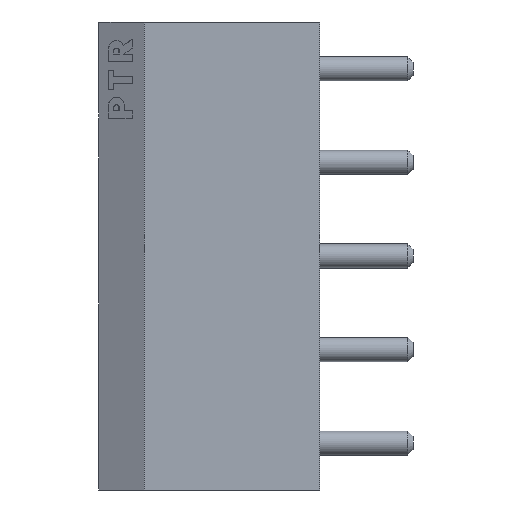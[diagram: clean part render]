
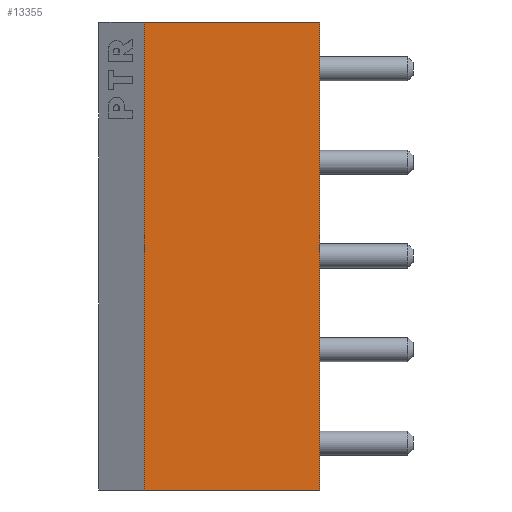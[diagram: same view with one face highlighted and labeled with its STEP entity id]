
A CAD part, left-side view. The second image highlights one B-rep face of the part: STEP entity #13355.
In plain terms, the highlighted planar face has unit normal (-1, 0, 0).
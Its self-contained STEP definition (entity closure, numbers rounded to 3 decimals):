
#1309=CARTESIAN_POINT('',(-2.7,6.55,1.75));
#1310=VERTEX_POINT('',#1309);
#1327=CARTESIAN_POINT('',(-2.7,6.55,-15.75));
#1328=VERTEX_POINT('',#1327);
#1335=CARTESIAN_POINT('',(-2.7,6.55,1.75));
#1336=DIRECTION('',(0.0,0.0,-1.0));
#1337=VECTOR('',#1336,17.5);
#1338=LINE('',#1335,#1337);
#1339=EDGE_CURVE('',#1310,#1328,#1338,.T.);
#3998=CARTESIAN_POINT('',(-2.7,0.,-15.75));
#3999=VERTEX_POINT('',#3998);
#4006=CARTESIAN_POINT('',(-2.7,6.55,-15.75));
#4007=DIRECTION('',(0.0,-1.0,0.0));
#4008=VECTOR('',#4007,6.55);
#4009=LINE('',#4006,#4008);
#4010=EDGE_CURVE('',#1328,#3999,#4009,.T.);
#13332=CARTESIAN_POINT('',(-2.7,0.,0.0));
#13333=DIRECTION('',(-1.0,0.0,0.0));
#13334=DIRECTION('',(0.0,0.0,1.0));
#13335=AXIS2_PLACEMENT_3D('',#13332,#13333,#13334);
#13336=PLANE('',#13335);
#13337=CARTESIAN_POINT('',(-2.7,0.,1.75));
#13338=VERTEX_POINT('',#13337);
#13339=CARTESIAN_POINT('',(-2.7,0.,1.75));
#13340=DIRECTION('',(0.0,1.0,0.0));
#13341=VECTOR('',#13340,6.55);
#13342=LINE('',#13339,#13341);
#13343=EDGE_CURVE('',#13338,#1310,#13342,.T.);
#13344=ORIENTED_EDGE('',*,*,#13343,.T.);
#13345=ORIENTED_EDGE('',*,*,#1339,.T.);
#13346=ORIENTED_EDGE('',*,*,#4010,.T.);
#13347=CARTESIAN_POINT('',(-2.7,0.,1.75));
#13348=DIRECTION('',(0.0,0.0,-1.0));
#13349=VECTOR('',#13348,17.5);
#13350=LINE('',#13347,#13349);
#13351=EDGE_CURVE('',#13338,#3999,#13350,.T.);
#13352=ORIENTED_EDGE('',*,*,#13351,.F.);
#13353=EDGE_LOOP('',(#13344,#13345,#13346,#13352));
#13354=FACE_OUTER_BOUND('',#13353,.T.);
#13355=ADVANCED_FACE('',(#13354),#13336,.T.);
